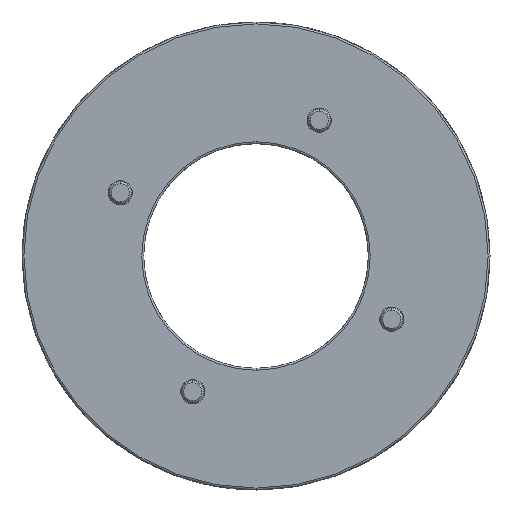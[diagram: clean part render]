
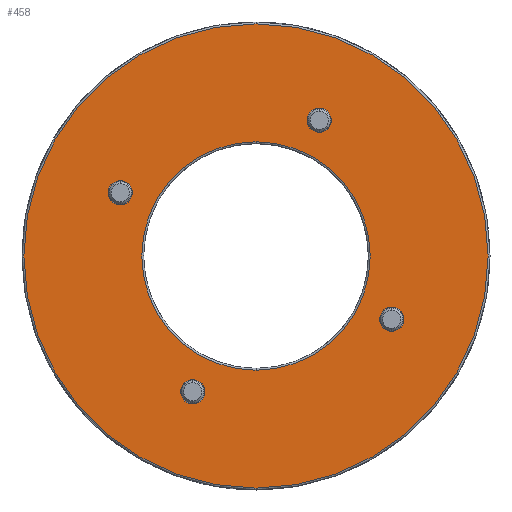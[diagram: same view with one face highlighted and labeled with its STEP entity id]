
A CAD part, front view. The second image highlights one B-rep face of the part: STEP entity #458.
In plain terms, the highlighted planar face has unit normal (0, -1, 0).
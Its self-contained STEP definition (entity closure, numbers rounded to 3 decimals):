
#458 = ADVANCED_FACE ( 'NONE', ( #2200, #2199, #2198, #2197, #2196, #2195 ), #2321, .T. ) ;
#461 = EDGE_LOOP ( 'NONE', ( #462, #463 ) ) ;
#462 = ORIENTED_EDGE ( 'NONE', *, *, #707, .T. ) ;
#463 = ORIENTED_EDGE ( 'NONE', *, *, #464, .T. ) ;
#464 = EDGE_CURVE ( 'NONE', #735, #590, #2219, .T. ) ;
#465 = EDGE_LOOP ( 'NONE', ( #466, #811 ) ) ;
#466 = ORIENTED_EDGE ( 'NONE', *, *, #923, .T. ) ;
#475 = EDGE_CURVE ( 'NONE', #476, #559, #2301, .T. ) ;
#476 = VERTEX_POINT ( 'NONE', #2296 ) ;
#559 = VERTEX_POINT ( 'NONE', #2669 ) ;
#590 = VERTEX_POINT ( 'NONE', #2771 ) ;
#629 = VERTEX_POINT ( 'NONE', #2850 ) ;
#632 = EDGE_CURVE ( 'NONE', #633, #629, #2848, .T. ) ;
#633 = VERTEX_POINT ( 'NONE', #2843 ) ;
#660 = EDGE_CURVE ( 'NONE', #661, #662, #3000, .T. ) ;
#661 = VERTEX_POINT ( 'NONE', #2995 ) ;
#662 = VERTEX_POINT ( 'NONE', #2994 ) ;
#681 = EDGE_CURVE ( 'NONE', #682, #683, #2971, .T. ) ;
#682 = VERTEX_POINT ( 'NONE', #2966 ) ;
#683 = VERTEX_POINT ( 'NONE', #2965 ) ;
#707 = EDGE_CURVE ( 'NONE', #590, #735, #2882, .T. ) ;
#735 = VERTEX_POINT ( 'NONE', #3170 ) ;
#736 = EDGE_CURVE ( 'NONE', #737, #738, #3158, .T. ) ;
#737 = VERTEX_POINT ( 'NONE', #3153 ) ;
#738 = VERTEX_POINT ( 'NONE', #3152 ) ;
#811 = ORIENTED_EDGE ( 'NONE', *, *, #736, .T. ) ;
#812 = ORIENTED_EDGE ( 'NONE', *, *, #475, .T. ) ;
#814 = ORIENTED_EDGE ( 'NONE', *, *, #660, .T. ) ;
#815 = EDGE_LOOP ( 'NONE', ( #936, #935 ) ) ;
#866 = EDGE_LOOP ( 'NONE', ( #914, #814 ) ) ;
#867 = ORIENTED_EDGE ( 'NONE', *, *, #868, .T. ) ;
#868 = EDGE_CURVE ( 'NONE', #559, #476, #3507, .T. ) ;
#914 = ORIENTED_EDGE ( 'NONE', *, *, #918, .T. ) ;
#916 = EDGE_LOOP ( 'NONE', ( #922, #917 ) ) ;
#917 = ORIENTED_EDGE ( 'NONE', *, *, #632, .T. ) ;
#918 = EDGE_CURVE ( 'NONE', #662, #661, #3614, .T. ) ;
#919 = EDGE_CURVE ( 'NONE', #629, #633, #3613, .T. ) ;
#920 = EDGE_LOOP ( 'NONE', ( #867, #812 ) ) ;
#922 = ORIENTED_EDGE ( 'NONE', *, *, #919, .T. ) ;
#923 = EDGE_CURVE ( 'NONE', #738, #737, #3556, .T. ) ;
#934 = EDGE_CURVE ( 'NONE', #683, #682, #3575, .T. ) ;
#935 = ORIENTED_EDGE ( 'NONE', *, *, #681, .T. ) ;
#936 = ORIENTED_EDGE ( 'NONE', *, *, #934, .T. ) ;
#2194 = AXIS2_PLACEMENT_3D ( 'NONE', #2245, #2244, #2243 ) ;
#2195 = FACE_BOUND ( 'NONE', #920, .T. ) ;
#2196 = FACE_BOUND ( 'NONE', #916, .T. ) ;
#2197 = FACE_BOUND ( 'NONE', #815, .T. ) ;
#2198 = FACE_BOUND ( 'NONE', #866, .T. ) ;
#2199 = FACE_BOUND ( 'NONE', #465, .T. ) ;
#2200 = FACE_OUTER_BOUND ( 'NONE', #461, .T. ) ;
#2216 = DIRECTION ( 'NONE',  ( 0., 0., -1. ) ) ;
#2217 = DIRECTION ( 'NONE',  ( 0., -1., 0. ) ) ;
#2218 = AXIS2_PLACEMENT_3D ( 'NONE', #2325, #2217, #2216 ) ;
#2219 = CIRCLE ( 'NONE', #2218, 62. ) ;
#2243 = DIRECTION ( 'NONE',  ( 0., 0., -1. ) ) ;
#2244 = DIRECTION ( 'NONE',  ( 0., -1., 0. ) ) ;
#2245 = CARTESIAN_POINT ( 'NONE',  ( 30., 0., 0. ) ) ;
#2296 = CARTESIAN_POINT ( 'NONE',  ( 16.905, 0., 33.002 ) ) ;
#2297 = DIRECTION ( 'NONE',  ( 0., 0., 1. ) ) ;
#2298 = DIRECTION ( 'NONE',  ( 0., 1., 0. ) ) ;
#2299 = CARTESIAN_POINT ( 'NONE',  ( 16.905, 0., 36.252 ) ) ;
#2300 = AXIS2_PLACEMENT_3D ( 'NONE', #2299, #2298, #2297 ) ;
#2301 = CIRCLE ( 'NONE', #2300, 3.25 ) ;
#2321 = PLANE ( 'NONE',  #2194 ) ;
#2325 = CARTESIAN_POINT ( 'NONE',  ( 0., 0., 0. ) ) ;
#2669 = CARTESIAN_POINT ( 'NONE',  ( 16.905, 0., 39.502 ) ) ;
#2771 = CARTESIAN_POINT ( 'NONE',  ( 0., 0., -62. ) ) ;
#2843 = CARTESIAN_POINT ( 'NONE',  ( -36.252, 0., 13.655 ) ) ;
#2844 = DIRECTION ( 'NONE',  ( 0., 0., 1. ) ) ;
#2845 = DIRECTION ( 'NONE',  ( 0., 1., 0. ) ) ;
#2846 = CARTESIAN_POINT ( 'NONE',  ( -36.252, 0., 16.905 ) ) ;
#2847 = AXIS2_PLACEMENT_3D ( 'NONE', #2846, #2845, #2844 ) ;
#2848 = CIRCLE ( 'NONE', #2847, 3.25 ) ;
#2850 = CARTESIAN_POINT ( 'NONE',  ( -36.252, 0., 20.155 ) ) ;
#2878 = DIRECTION ( 'NONE',  ( 0., 0., -1. ) ) ;
#2879 = DIRECTION ( 'NONE',  ( 0., -1., 0. ) ) ;
#2880 = CARTESIAN_POINT ( 'NONE',  ( 0., 0., 0. ) ) ;
#2881 = AXIS2_PLACEMENT_3D ( 'NONE', #2880, #2879, #2878 ) ;
#2882 = CIRCLE ( 'NONE', #2881, 62. ) ;
#2965 = CARTESIAN_POINT ( 'NONE',  ( 36.252, 0., -13.655 ) ) ;
#2966 = CARTESIAN_POINT ( 'NONE',  ( 36.252, 0., -20.155 ) ) ;
#2967 = DIRECTION ( 'NONE',  ( 0., 0., 1. ) ) ;
#2968 = DIRECTION ( 'NONE',  ( 0., 1., 0. ) ) ;
#2969 = CARTESIAN_POINT ( 'NONE',  ( 36.252, 0., -16.905 ) ) ;
#2970 = AXIS2_PLACEMENT_3D ( 'NONE', #2969, #2968, #2967 ) ;
#2971 = CIRCLE ( 'NONE', #2970, 3.25 ) ;
#2994 = CARTESIAN_POINT ( 'NONE',  ( -16.905, 0., -33.002 ) ) ;
#2995 = CARTESIAN_POINT ( 'NONE',  ( -16.905, 0., -39.502 ) ) ;
#2996 = DIRECTION ( 'NONE',  ( 0., 0., 1. ) ) ;
#2997 = DIRECTION ( 'NONE',  ( 0., 1., 0. ) ) ;
#2998 = CARTESIAN_POINT ( 'NONE',  ( -16.905, 0., -36.252 ) ) ;
#2999 = AXIS2_PLACEMENT_3D ( 'NONE', #2998, #2997, #2996 ) ;
#3000 = CIRCLE ( 'NONE', #2999, 3.25 ) ;
#3152 = CARTESIAN_POINT ( 'NONE',  ( 0., 0., -30.5 ) ) ;
#3153 = CARTESIAN_POINT ( 'NONE',  ( 0., 0., 30.5 ) ) ;
#3154 = DIRECTION ( 'NONE',  ( 0., 0., -1. ) ) ;
#3155 = DIRECTION ( 'NONE',  ( 0., 1., 0. ) ) ;
#3156 = CARTESIAN_POINT ( 'NONE',  ( 0., 0., 0. ) ) ;
#3157 = AXIS2_PLACEMENT_3D ( 'NONE', #3156, #3155, #3154 ) ;
#3158 = CIRCLE ( 'NONE', #3157, 30.5 ) ;
#3170 = CARTESIAN_POINT ( 'NONE',  ( 0., 0., 62. ) ) ;
#3503 = DIRECTION ( 'NONE',  ( 0., 0., 1. ) ) ;
#3504 = DIRECTION ( 'NONE',  ( 0., 1., 0. ) ) ;
#3505 = CARTESIAN_POINT ( 'NONE',  ( 16.905, 0., 36.252 ) ) ;
#3506 = AXIS2_PLACEMENT_3D ( 'NONE', #3505, #3504, #3503 ) ;
#3507 = CIRCLE ( 'NONE', #3506, 3.25 ) ;
#3548 = CARTESIAN_POINT ( 'NONE',  ( 0., 0., 0. ) ) ;
#3556 = CIRCLE ( 'NONE', #3583, 30.5 ) ;
#3564 = DIRECTION ( 'NONE',  ( 0., 0., 1. ) ) ;
#3571 = DIRECTION ( 'NONE',  ( 0., 0., 1. ) ) ;
#3572 = DIRECTION ( 'NONE',  ( 0., 1., 0. ) ) ;
#3573 = CARTESIAN_POINT ( 'NONE',  ( 36.252, 0., -16.905 ) ) ;
#3574 = AXIS2_PLACEMENT_3D ( 'NONE', #3573, #3572, #3571 ) ;
#3575 = CIRCLE ( 'NONE', #3574, 3.25 ) ;
#3576 = DIRECTION ( 'NONE',  ( 0., 1., 0. ) ) ;
#3577 = CARTESIAN_POINT ( 'NONE',  ( -16.905, 0., -36.252 ) ) ;
#3581 = DIRECTION ( 'NONE',  ( 0., 0., -1. ) ) ;
#3582 = DIRECTION ( 'NONE',  ( 0., 1., 0. ) ) ;
#3583 = AXIS2_PLACEMENT_3D ( 'NONE', #3548, #3582, #3581 ) ;
#3609 = DIRECTION ( 'NONE',  ( 0., 0., 1. ) ) ;
#3610 = DIRECTION ( 'NONE',  ( 0., 1., 0. ) ) ;
#3611 = CARTESIAN_POINT ( 'NONE',  ( -36.252, 0., 16.905 ) ) ;
#3612 = AXIS2_PLACEMENT_3D ( 'NONE', #3611, #3610, #3609 ) ;
#3613 = CIRCLE ( 'NONE', #3612, 3.25 ) ;
#3614 = CIRCLE ( 'NONE', #3615, 3.25 ) ;
#3615 = AXIS2_PLACEMENT_3D ( 'NONE', #3577, #3576, #3564 ) ;
